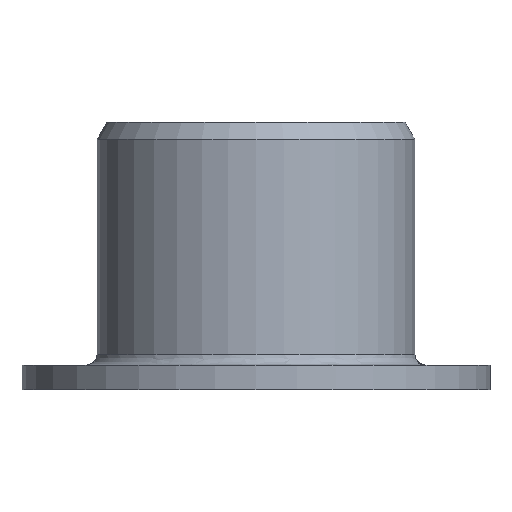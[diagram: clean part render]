
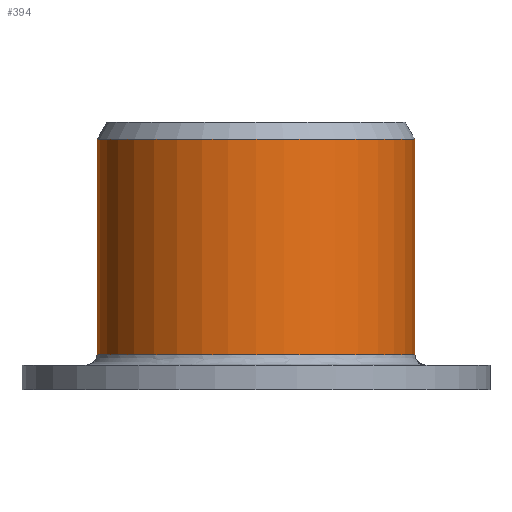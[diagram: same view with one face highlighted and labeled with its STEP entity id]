
A CAD part, front view. The second image highlights one B-rep face of the part: STEP entity #394.
In plain terms, the highlighted cylindrical face has radius 7.541 mm (diameter 15.081 mm), a partial arc.
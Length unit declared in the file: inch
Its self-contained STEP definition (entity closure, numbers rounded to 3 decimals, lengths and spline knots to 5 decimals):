
#3 = CARTESIAN_POINT ( 'NONE',  ( -0.29688, 0., 0.26709 ) ) ;
#27 = LINE ( 'NONE', #505, #333 ) ;
#45 = DIRECTION ( 'NONE',  ( 1., 0., 0. ) ) ;
#53 = FACE_OUTER_BOUND ( 'NONE', #113, .T. ) ;
#57 = EDGE_CURVE ( 'NONE', #240, #568, #387, .T. ) ;
#70 = DIRECTION ( 'NONE',  ( 0., 0., 1. ) ) ;
#74 = AXIS2_PLACEMENT_3D ( 'NONE', #182, #330, #45 ) ;
#75 = CARTESIAN_POINT ( 'NONE',  ( -0.29688, 0., 0.4685 ) ) ;
#91 = ORIENTED_EDGE ( 'NONE', *, *, #269, .T. ) ;
#113 = EDGE_LOOP ( 'NONE', ( #327, #91, #324, #261 ) ) ;
#144 = CARTESIAN_POINT ( 'NONE',  ( 0.29688, 0., 0.06569 ) ) ;
#177 = CARTESIAN_POINT ( 'NONE',  ( 0., 0., 0.06569 ) ) ;
#178 = CARTESIAN_POINT ( 'NONE',  ( 0.29688, 0., 0.4685 ) ) ;
#182 = CARTESIAN_POINT ( 'NONE',  ( 0., 0., 0.4685 ) ) ;
#204 = AXIS2_PLACEMENT_3D ( 'NONE', #177, #499, #274 ) ;
#215 = VERTEX_POINT ( 'NONE', #178 ) ;
#224 = CIRCLE ( 'NONE', #74, 0.29688 ) ;
#225 = CARTESIAN_POINT ( 'NONE',  ( 0., 0., 0.26709 ) ) ;
#240 = VERTEX_POINT ( 'NONE', #500 ) ;
#261 = ORIENTED_EDGE ( 'NONE', *, *, #358, .F. ) ;
#269 = EDGE_CURVE ( 'NONE', #240, #444, #597, .T. ) ;
#274 = DIRECTION ( 'NONE',  ( 1., 0., 0. ) ) ;
#279 = DIRECTION ( 'NONE',  ( 1., 0., 0. ) ) ;
#287 = CYLINDRICAL_SURFACE ( 'NONE', #411, 0.29688 ) ;
#324 = ORIENTED_EDGE ( 'NONE', *, *, #409, .T. ) ;
#327 = ORIENTED_EDGE ( 'NONE', *, *, #57, .F. ) ;
#330 = DIRECTION ( 'NONE',  ( 0., 0., 1. ) ) ;
#333 = VECTOR ( 'NONE', #370, 39.37008 ) ;
#351 = VECTOR ( 'NONE', #70, 39.37008 ) ;
#358 = EDGE_CURVE ( 'NONE', #568, #215, #224, .T. ) ;
#370 = DIRECTION ( 'NONE',  ( 0., 0., 1. ) ) ;
#387 = LINE ( 'NONE', #3, #351 ) ;
#394 = ADVANCED_FACE ( 'NONE', ( #53 ), #287, .T. ) ;
#409 = EDGE_CURVE ( 'NONE', #444, #215, #27, .T. ) ;
#411 = AXIS2_PLACEMENT_3D ( 'NONE', #225, #412, #279 ) ;
#412 = DIRECTION ( 'NONE',  ( 0., 0., 1. ) ) ;
#444 = VERTEX_POINT ( 'NONE', #144 ) ;
#499 = DIRECTION ( 'NONE',  ( 0., 0., 1. ) ) ;
#500 = CARTESIAN_POINT ( 'NONE',  ( -0.29688, 0., 0.06569 ) ) ;
#505 = CARTESIAN_POINT ( 'NONE',  ( 0.29688, 0., 0.26709 ) ) ;
#568 = VERTEX_POINT ( 'NONE', #75 ) ;
#597 = CIRCLE ( 'NONE', #204, 0.29688 ) ;
